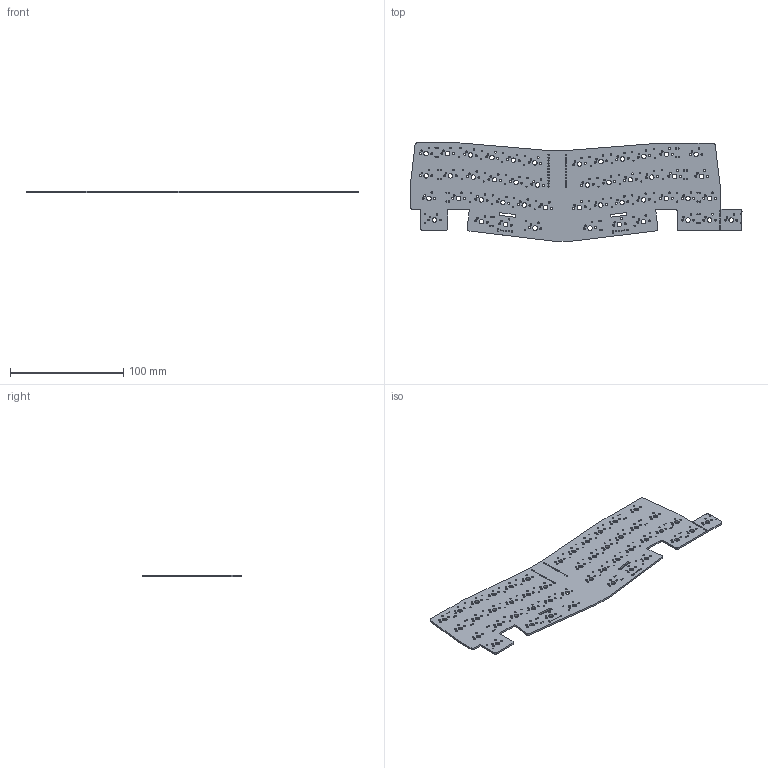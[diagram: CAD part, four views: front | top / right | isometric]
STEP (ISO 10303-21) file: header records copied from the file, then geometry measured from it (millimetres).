
FILE_DESCRIPTION(('KiCad electronic assembly'),'2;1');
FILE_NAME('kukri.step','2021-10-31T10:18:43',('An Author'),('A Company') ,'Open CASCADE STEP processor 6.9','KiCad to STEP converter','Unknown' );
FILE_SCHEMA(('AUTOMOTIVE_DESIGN { 1 0 10303 214 1 1 1 1 }'));
Length unit declared in the file: millimetre
Products named in the file (2): Open CASCADE STEP translator 6.9 1; COMPOUND
Assembly tree (1 placements, depth 2):
  Open CASCADE STEP translator 6.9 1
    COMPOUND
Bounding box: 293 x 86.67 x 1.6 mm (x, y, z)
Volume: 31302.6 mm3; surface area: 43708.5 mm2
Topology: 1 solids, 1 shells, 438 faces, 1308 edges, 872 vertices
Faces by surface type: cylinder 403, plane 35
Full cylindrical faces by diameter (mm): 0.787 x13, 0.9 x12, 1 x94, 1.092 x24, 1.47 x94, 1.5 x2, 1.75 x94, 3.988 x47
Entity records: 33797 total; most frequent: DIRECTION 5610, CARTESIAN_POINT 5236, ORIENTED_EDGE 2616, PCURVE 2616, DEFINITIONAL_REPRESENTATION 2616, LINE 2312, VECTOR 2312, CIRCLE 1612
